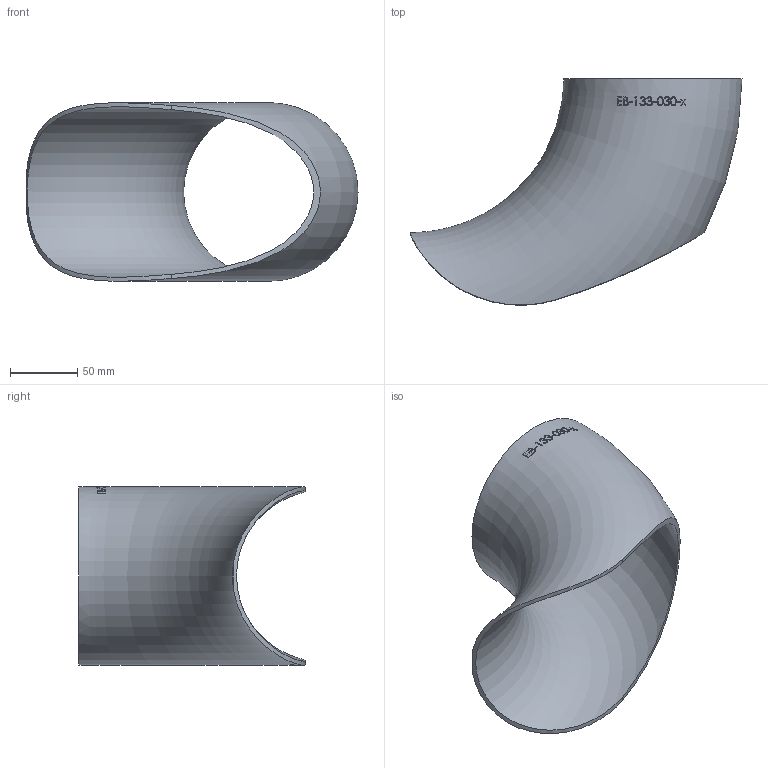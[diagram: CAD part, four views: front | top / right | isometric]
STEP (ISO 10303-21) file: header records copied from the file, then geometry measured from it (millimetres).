
FILE_DESCRIPTION (( 'STEP AP214' ), '1' );
FILE_NAME ('EB-133-030-x Einschweissbogen 2210.STEP', '2022-10-19T10:49:40', ( '' ), ( '' ), 'SwSTEP 2.0', 'SolidWorks 2019', '' );
FILE_SCHEMA (( 'AUTOMOTIVE_DESIGN' ));
Length unit declared in the file: millimetre
Products named in the file (1): EB-133-030-x Einschweissbogen 2210
Bounding box: 247.5 x 168.57 x 133 mm (x, y, z)
Volume: 216767.3 mm3; surface area: 148023.2 mm2
Topology: 1 solids, 1 shells, 151 faces, 404 edges, 270 vertices
Faces by surface type: bspline 130, torus 18, plane 2, cylinder 1
Entity records: 23500 total; most frequent: CARTESIAN_POINT 19322, ORIENTED_EDGE 800, EDGE_CURVE 400, B_SPLINE_CURVE_WITH_KNOTS 395, VERTEX_POINT 268, EDGE_LOOP 170, FACE_OUTER_BOUND 153, ADVANCED_FACE 151
